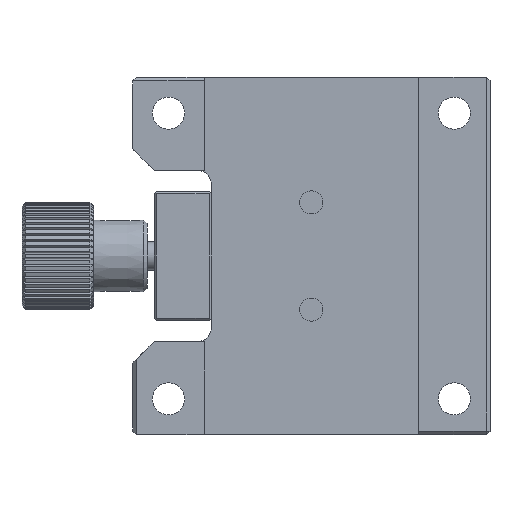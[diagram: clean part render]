
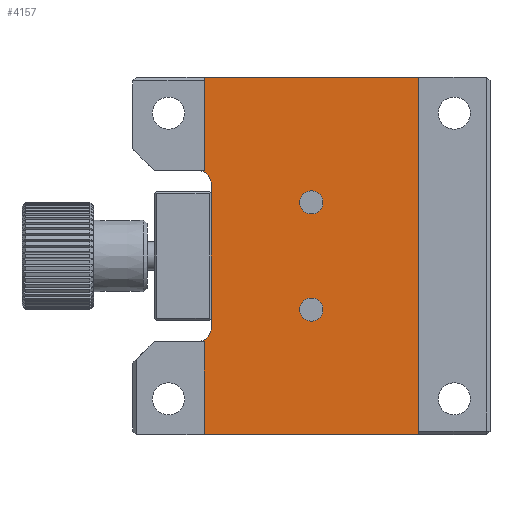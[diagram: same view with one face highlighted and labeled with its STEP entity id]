
A CAD part, front view. The second image highlights one B-rep face of the part: STEP entity #4157.
In plain terms, the highlighted planar face has unit normal (0, -1, 0).
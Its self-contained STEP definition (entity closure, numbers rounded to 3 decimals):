
#140 = DIRECTION ( 'NONE',  ( 0., 0., 1. ) ) ;
#191 = VECTOR ( 'NONE', #16162, 1000. ) ;
#290 = EDGE_CURVE ( 'NONE', #8453, #7497, #8781, .T. ) ;
#359 = FACE_BOUND ( 'NONE', #5386, .T. ) ;
#430 = DIRECTION ( 'NONE',  ( 0., 0., -1. ) ) ;
#451 = CARTESIAN_POINT ( 'NONE',  ( -16., -7.5, 12. ) ) ;
#830 = LINE ( 'NONE', #3051, #10056 ) ;
#1050 = EDGE_CURVE ( 'NONE', #11957, #7497, #12789, .T. ) ;
#1160 = DIRECTION ( 'NONE',  ( 0., 0., -1. ) ) ;
#1238 = CARTESIAN_POINT ( 'NONE',  ( -16., -7.5, -10. ) ) ;
#1705 = ORIENTED_EDGE ( 'NONE', *, *, #290, .F. ) ;
#1968 = VERTEX_POINT ( 'NONE', #6945 ) ;
#2044 = EDGE_LOOP ( 'NONE', ( #6878 ) ) ;
#2062 = VECTOR ( 'NONE', #7270, 1000. ) ;
#2191 = DIRECTION ( 'NONE',  ( 0., -1., 0. ) ) ;
#2692 = CARTESIAN_POINT ( 'NONE',  ( -14., -7.5, 10. ) ) ;
#2832 = ORIENTED_EDGE ( 'NONE', *, *, #12797, .F. ) ;
#2842 = CARTESIAN_POINT ( 'NONE',  ( -15., -7.5, -25. ) ) ;
#2942 = CARTESIAN_POINT ( 'NONE',  ( -15., -7.5, -12. ) ) ;
#3051 = CARTESIAN_POINT ( 'NONE',  ( -15., -7.5, 0. ) ) ;
#3218 = EDGE_CURVE ( 'NONE', #15799, #10542, #6320, .T. ) ;
#3330 = ORIENTED_EDGE ( 'NONE', *, *, #4715, .F. ) ;
#3332 = VECTOR ( 'NONE', #12950, 1000. ) ;
#3504 = CARTESIAN_POINT ( 'NONE',  ( -15., -7.5, 0. ) ) ;
#3657 = EDGE_CURVE ( 'NONE', #5795, #13072, #10237, .T. ) ;
#3756 = CARTESIAN_POINT ( 'NONE',  ( 0., -7.5, 5.879 ) ) ;
#3780 = ORIENTED_EDGE ( 'NONE', *, *, #3657, .T. ) ;
#4030 = DIRECTION ( 'NONE',  ( -1., 0., 0. ) ) ;
#4083 = ORIENTED_EDGE ( 'NONE', *, *, #1050, .T. ) ;
#4115 = DIRECTION ( 'NONE',  ( 0., 1., 0. ) ) ;
#4133 = EDGE_CURVE ( 'NONE', #15799, #12975, #7538, .T. ) ;
#4157 = ADVANCED_FACE ( 'NONE', ( #14223, #11835, #359 ), #4283, .F. ) ;
#4187 = ORIENTED_EDGE ( 'NONE', *, *, #9613, .F. ) ;
#4283 = PLANE ( 'NONE',  #11217 ) ;
#4715 = EDGE_CURVE ( 'NONE', #10542, #13072, #14759, .T. ) ;
#4793 = CARTESIAN_POINT ( 'NONE',  ( -15., -7.5, 12. ) ) ;
#4996 = CARTESIAN_POINT ( 'NONE',  ( 0., -7.5, 12. ) ) ;
#5134 = CARTESIAN_POINT ( 'NONE',  ( -25., -7.5, 25. ) ) ;
#5235 = AXIS2_PLACEMENT_3D ( 'NONE', #6717, #11746, #5589 ) ;
#5386 = EDGE_LOOP ( 'NONE', ( #2832 ) ) ;
#5423 = VECTOR ( 'NONE', #140, 1000. ) ;
#5589 = DIRECTION ( 'NONE',  ( 0., 0., -1. ) ) ;
#5721 = AXIS2_PLACEMENT_3D ( 'NONE', #8037, #14057, #430 ) ;
#5795 = VERTEX_POINT ( 'NONE', #7418 ) ;
#6320 = LINE ( 'NONE', #4996, #191 ) ;
#6504 = DIRECTION ( 'NONE',  ( 0., 0., 1. ) ) ;
#6566 = CARTESIAN_POINT ( 'NONE',  ( -14., -7.5, -10. ) ) ;
#6576 = CARTESIAN_POINT ( 'NONE',  ( 0., -7.5, -25. ) ) ;
#6717 = CARTESIAN_POINT ( 'NONE',  ( 0., -7.5, -7.5 ) ) ;
#6789 = CIRCLE ( 'NONE', #5235, 1.621 ) ;
#6878 = ORIENTED_EDGE ( 'NONE', *, *, #12270, .F. ) ;
#6945 = CARTESIAN_POINT ( 'NONE',  ( 0., -7.5, -9.121 ) ) ;
#7270 = DIRECTION ( 'NONE',  ( 0., 0., 1. ) ) ;
#7418 = CARTESIAN_POINT ( 'NONE',  ( 15., -7.5, 25. ) ) ;
#7497 = VERTEX_POINT ( 'NONE', #11309 ) ;
#7537 = EDGE_LOOP ( 'NONE', ( #4187, #4083, #1705, #14109, #8546, #15288, #3780, #3330, #14164, #14997 ) ) ;
#7538 = CIRCLE ( 'NONE', #5721, 2. ) ;
#7803 = CARTESIAN_POINT ( 'NONE',  ( 0., -7.5, 0. ) ) ;
#7858 = CARTESIAN_POINT ( 'NONE',  ( -15., -7.5, -12. ) ) ;
#7991 = EDGE_CURVE ( 'NONE', #10661, #10819, #10271, .T. ) ;
#8035 = DIRECTION ( 'NONE',  ( 0., 0., 1. ) ) ;
#8037 = CARTESIAN_POINT ( 'NONE',  ( -16., -7.5, 10. ) ) ;
#8195 = CARTESIAN_POINT ( 'NONE',  ( 15., -7.5, 0. ) ) ;
#8453 = VERTEX_POINT ( 'NONE', #7858 ) ;
#8546 = ORIENTED_EDGE ( 'NONE', *, *, #7991, .F. ) ;
#8781 = LINE ( 'NONE', #2942, #3332 ) ;
#9005 = VECTOR ( 'NONE', #11834, 1000. ) ;
#9234 = CARTESIAN_POINT ( 'NONE',  ( -15., -7.5, 25. ) ) ;
#9613 = EDGE_CURVE ( 'NONE', #11957, #12975, #11202, .T. ) ;
#9730 = DIRECTION ( 'NONE',  ( 0., 0., -1. ) ) ;
#9892 = VECTOR ( 'NONE', #4030, 1000. ) ;
#10056 = VECTOR ( 'NONE', #8035, 1000. ) ;
#10149 = VERTEX_POINT ( 'NONE', #3756 ) ;
#10237 = LINE ( 'NONE', #5134, #14099 ) ;
#10271 = LINE ( 'NONE', #6576, #9892 ) ;
#10542 = VERTEX_POINT ( 'NONE', #4793 ) ;
#10661 = VERTEX_POINT ( 'NONE', #11379 ) ;
#10806 = CARTESIAN_POINT ( 'NONE',  ( 0., -7.5, 7.5 ) ) ;
#10819 = VERTEX_POINT ( 'NONE', #2842 ) ;
#11202 = LINE ( 'NONE', #12523, #5423 ) ;
#11217 = AXIS2_PLACEMENT_3D ( 'NONE', #7803, #4115, #6504 ) ;
#11309 = CARTESIAN_POINT ( 'NONE',  ( -16., -7.5, -12. ) ) ;
#11379 = CARTESIAN_POINT ( 'NONE',  ( 15., -7.5, -25. ) ) ;
#11746 = DIRECTION ( 'NONE',  ( 0., -1., 0. ) ) ;
#11834 = DIRECTION ( 'NONE',  ( 0., 0., -1. ) ) ;
#11835 = FACE_BOUND ( 'NONE', #2044, .T. ) ;
#11957 = VERTEX_POINT ( 'NONE', #6566 ) ;
#12270 = EDGE_CURVE ( 'NONE', #1968, #1968, #6789, .T. ) ;
#12523 = CARTESIAN_POINT ( 'NONE',  ( -14., -7.5, 10. ) ) ;
#12789 = CIRCLE ( 'NONE', #14106, 2. ) ;
#12797 = EDGE_CURVE ( 'NONE', #10149, #10149, #12848, .T. ) ;
#12848 = CIRCLE ( 'NONE', #13358, 1.621 ) ;
#12950 = DIRECTION ( 'NONE',  ( -1., 0., 0. ) ) ;
#12975 = VERTEX_POINT ( 'NONE', #2692 ) ;
#13072 = VERTEX_POINT ( 'NONE', #9234 ) ;
#13358 = AXIS2_PLACEMENT_3D ( 'NONE', #10806, #2191, #9730 ) ;
#13489 = EDGE_CURVE ( 'NONE', #5795, #10661, #15611, .T. ) ;
#13495 = EDGE_CURVE ( 'NONE', #10819, #8453, #830, .T. ) ;
#14057 = DIRECTION ( 'NONE',  ( 0., 1., 0. ) ) ;
#14099 = VECTOR ( 'NONE', #15255, 1000. ) ;
#14106 = AXIS2_PLACEMENT_3D ( 'NONE', #1238, #14865, #1160 ) ;
#14109 = ORIENTED_EDGE ( 'NONE', *, *, #13495, .F. ) ;
#14164 = ORIENTED_EDGE ( 'NONE', *, *, #3218, .F. ) ;
#14223 = FACE_OUTER_BOUND ( 'NONE', #7537, .T. ) ;
#14759 = LINE ( 'NONE', #3504, #2062 ) ;
#14865 = DIRECTION ( 'NONE',  ( 0., 1., 0. ) ) ;
#14997 = ORIENTED_EDGE ( 'NONE', *, *, #4133, .T. ) ;
#15255 = DIRECTION ( 'NONE',  ( -1., 0., 0. ) ) ;
#15288 = ORIENTED_EDGE ( 'NONE', *, *, #13489, .F. ) ;
#15611 = LINE ( 'NONE', #8195, #9005 ) ;
#15799 = VERTEX_POINT ( 'NONE', #451 ) ;
#16162 = DIRECTION ( 'NONE',  ( 1., 0., 0. ) ) ;
